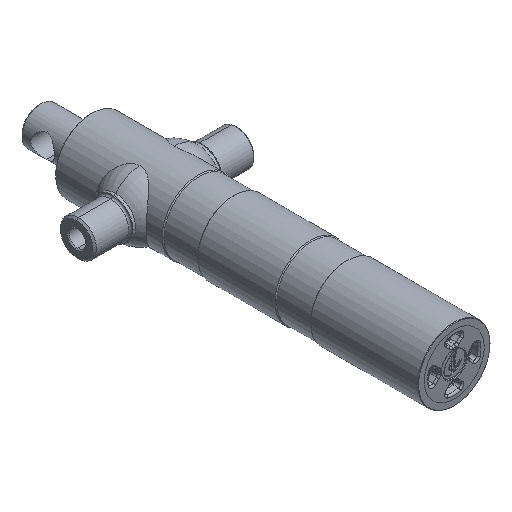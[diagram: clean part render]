
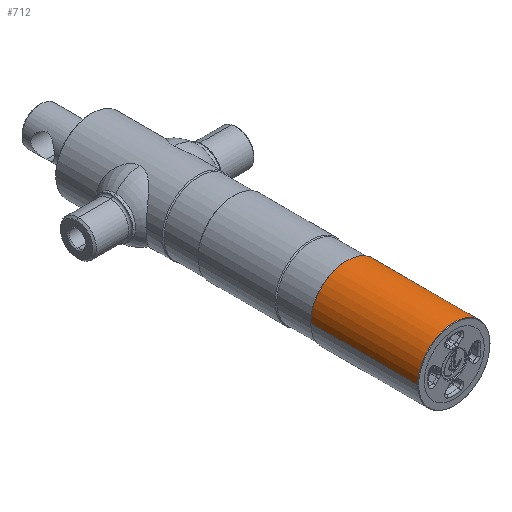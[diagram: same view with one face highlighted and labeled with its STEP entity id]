
A CAD part, isometric view. The second image highlights one B-rep face of the part: STEP entity #712.
In plain terms, the highlighted cylindrical face has radius 40.4 mm (diameter 80.8 mm), a partial arc.
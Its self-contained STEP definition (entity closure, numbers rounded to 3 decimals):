
#436 = VERTEX_POINT ( 'NONE', #8100 ) ;
#712 = ADVANCED_FACE ( 'NONE', ( #6601 ), #6718, .T. ) ;
#758 = DIRECTION ( 'NONE',  ( 0., 1., 0. ) ) ;
#848 = CIRCLE ( 'NONE', #1705, 40.4 ) ;
#1338 = AXIS2_PLACEMENT_3D ( 'NONE', #4486, #3065, #6352 ) ;
#1459 = VERTEX_POINT ( 'NONE', #7055 ) ;
#1621 = VERTEX_POINT ( 'NONE', #5458 ) ;
#1705 = AXIS2_PLACEMENT_3D ( 'NONE', #6596, #2366, #7304 ) ;
#2366 = DIRECTION ( 'NONE',  ( 0., 1., 0. ) ) ;
#2368 = EDGE_CURVE ( 'NONE', #436, #1459, #3627, .T. ) ;
#2901 = EDGE_CURVE ( 'NONE', #436, #1621, #5069, .T. ) ;
#2907 = ORIENTED_EDGE ( 'NONE', *, *, #2901, .F. ) ;
#3065 = DIRECTION ( 'NONE',  ( 0., 1., 0. ) ) ;
#3354 = DIRECTION ( 'NONE',  ( 0., 1., 0. ) ) ;
#3627 = CIRCLE ( 'NONE', #4516, 40.4 ) ;
#4002 = ORIENTED_EDGE ( 'NONE', *, *, #4238, .F. ) ;
#4238 = EDGE_CURVE ( 'NONE', #1621, #7825, #848, .T. ) ;
#4486 = CARTESIAN_POINT ( 'NONE',  ( 0., 305.389, 0. ) ) ;
#4516 = AXIS2_PLACEMENT_3D ( 'NONE', #7604, #3354, #8320 ) ;
#4678 = ORIENTED_EDGE ( 'NONE', *, *, #2368, .T. ) ;
#5069 = LINE ( 'NONE', #5581, #5178 ) ;
#5178 = VECTOR ( 'NONE', #9109, 1000. ) ;
#5458 = CARTESIAN_POINT ( 'NONE',  ( -40.4, 120., 0. ) ) ;
#5553 = VECTOR ( 'NONE', #758, 1000. ) ;
#5581 = CARTESIAN_POINT ( 'NONE',  ( -40.4, 305.389, 0. ) ) ;
#5644 = CARTESIAN_POINT ( 'NONE',  ( 40.4, 305.389, 0. ) ) ;
#5721 = ORIENTED_EDGE ( 'NONE', *, *, #6116, .T. ) ;
#5775 = LINE ( 'NONE', #5644, #5553 ) ;
#6116 = EDGE_CURVE ( 'NONE', #1459, #7825, #5775, .T. ) ;
#6352 = DIRECTION ( 'NONE',  ( -1., 0., 0. ) ) ;
#6461 = CARTESIAN_POINT ( 'NONE',  ( 40.4, 120., 0. ) ) ;
#6596 = CARTESIAN_POINT ( 'NONE',  ( 0., 120., 0. ) ) ;
#6601 = FACE_OUTER_BOUND ( 'NONE', #6886, .T. ) ;
#6718 = CYLINDRICAL_SURFACE ( 'NONE', #1338, 40.4 ) ;
#6886 = EDGE_LOOP ( 'NONE', ( #4678, #5721, #4002, #2907 ) ) ;
#7055 = CARTESIAN_POINT ( 'NONE',  ( 40.4, 0.5, 0. ) ) ;
#7304 = DIRECTION ( 'NONE',  ( -1., 0., 0. ) ) ;
#7604 = CARTESIAN_POINT ( 'NONE',  ( 0., 0.5, 0. ) ) ;
#7825 = VERTEX_POINT ( 'NONE', #6461 ) ;
#8100 = CARTESIAN_POINT ( 'NONE',  ( -40.4, 0.5, 0. ) ) ;
#8320 = DIRECTION ( 'NONE',  ( -1., 0., 0. ) ) ;
#9109 = DIRECTION ( 'NONE',  ( 0., 1., 0. ) ) ;
